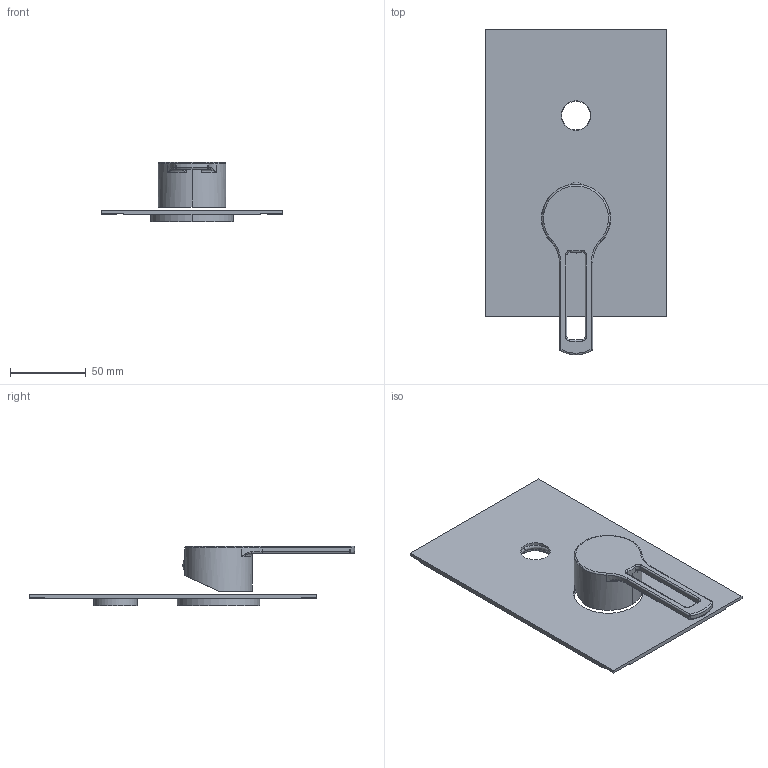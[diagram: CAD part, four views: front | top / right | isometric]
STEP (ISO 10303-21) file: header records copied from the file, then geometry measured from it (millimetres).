
FILE_DESCRIPTION((''),'2;1');
FILE_NAME('RIN015CR-MEST','2021-11-05T08:53:33',('ut3'),('PAFFONI SpA'),'CREO PARAMETRIC BY PTC INC, 2020044','CREO PARAMETRIC BY PTC INC, 2020044','');
FILE_SCHEMA(('CONFIG_CONTROL_DESIGN','SHAPE_APPEARANCE_LAYERS_GROUPS'));
Length unit declared in the file: millimetre
Products named in the file (1): RIN015CR-MEST
Bounding box: 120 x 215 x 39 mm (x, y, z)
Volume: 67647.1 mm3; surface area: 62602.7 mm2
Topology: 2 solids, 2 shells, 264 faces, 631 edges, 374 vertices
Faces by surface type: cylinder 81, plane 80, torus 40, sphere 22, bspline 22, cone 19
Entity records: 11640 total; most frequent: CARTESIAN_POINT 3686, DIRECTION 1295, ORIENTED_EDGE 1258, EDGE_CURVE 629, AXIS2_PLACEMENT_3D 517, VERTEX_POINT 374, EDGE_LOOP 283, CIRCLE 275
